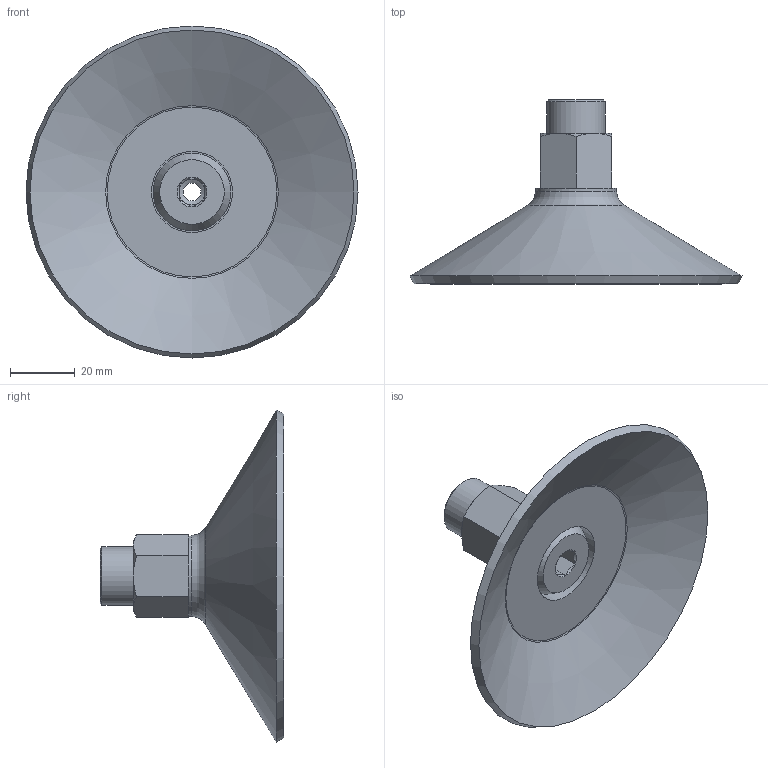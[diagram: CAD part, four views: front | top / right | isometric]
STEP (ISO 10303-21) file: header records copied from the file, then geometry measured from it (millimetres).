
FILE_DESCRIPTION(/* description */ ('STEP AP214'),/* implementation_level */ '2;1');
FILE_NAME(/* name */ '525987_ESS-100-GT-G1_4-I',/* time_stamp */ '2024-08-28T08:17:17+02:00',/* author */ ('License CC BY-ND 4.0'),/* organization */ ('CADENAS'),/* preprocessor_version */ 'ST-DEVELOPER v19.3',/* originating_system */ 'PARTsolutions',/* authorisation */ ' ');
FILE_SCHEMA (('AUTOMOTIVE_DESIGN {1 0 10303 214 3 1 1}'));
Length unit declared in the file: millimetre
Products named in the file (1): 525987 ESS-100-GT-G1/4--I
Bounding box: 102.49 x 56.8 x 102.49 mm (x, y, z)
Volume: 55010.7 mm3; surface area: 22798.5 mm2
Topology: 1 solids, 1 shells, 63 faces, 128 edges, 70 vertices
Faces by surface type: plane 35, cone 20, cylinder 6, torus 2
Full cylindrical faces by diameter (mm): 5.5 x1, 11.445 x1, 18 x1, 24 x1, 25 x2
Entity records: 1993 total; most frequent: CARTESIAN_POINT 304, DIRECTION 268, ORIENTED_EDGE 218, AXIS2_PLACEMENT_3D 113, EDGE_CURVE 109, EDGE_LOOP 84, FACE_BOUND 84, VERTEX_POINT 67
